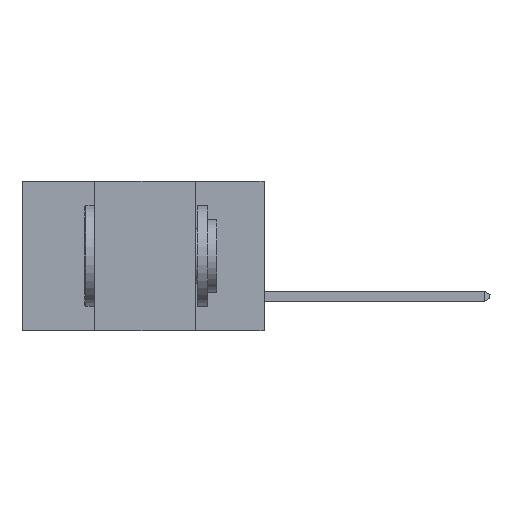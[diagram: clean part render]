
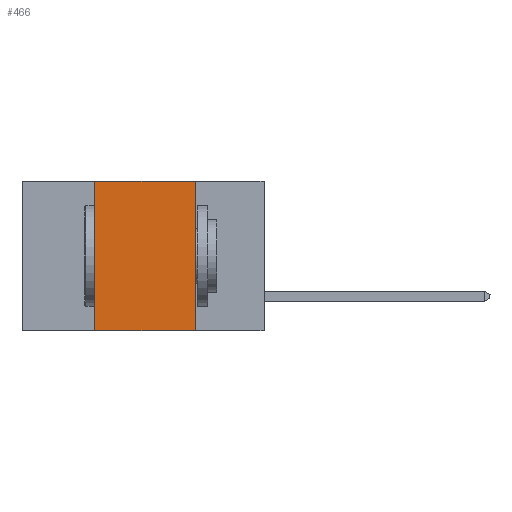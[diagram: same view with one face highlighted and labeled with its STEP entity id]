
A CAD part, left-side view. The second image highlights one B-rep face of the part: STEP entity #466.
In plain terms, the highlighted planar face has unit normal (-1, 0, 0).
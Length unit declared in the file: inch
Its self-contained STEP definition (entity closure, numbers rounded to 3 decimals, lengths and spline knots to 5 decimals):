
#102 = EDGE_LOOP ( 'NONE', ( #5515, #2341, #1964, #1950 ) ) ;
#466 = ADVANCED_FACE ( 'NONE', ( #8821 ), #11515, .F. ) ;
#1282 = VECTOR ( 'NONE', #7068, 39.37008 ) ;
#1348 = VERTEX_POINT ( 'NONE', #5530 ) ;
#1469 = EDGE_CURVE ( 'NONE', #6366, #8253, #6584, .T. ) ;
#1503 = CARTESIAN_POINT ( 'NONE',  ( 0., 0.6, -0.37 ) ) ;
#1950 = ORIENTED_EDGE ( 'NONE', *, *, #6067, .T. ) ;
#1964 = ORIENTED_EDGE ( 'NONE', *, *, #5353, .F. ) ;
#2341 = ORIENTED_EDGE ( 'NONE', *, *, #8949, .F. ) ;
#3567 = LINE ( 'NONE', #6284, #1282 ) ;
#3676 = CARTESIAN_POINT ( 'NONE',  ( 0., 0.6, 0. ) ) ;
#4147 = DIRECTION ( 'NONE',  ( 0., 0., -1. ) ) ;
#4469 = DIRECTION ( 'NONE',  ( 0., 0., -1. ) ) ;
#4474 = CARTESIAN_POINT ( 'NONE',  ( 0., 0.42, 0. ) ) ;
#4990 = LINE ( 'NONE', #1503, #8073 ) ;
#5353 = EDGE_CURVE ( 'NONE', #1348, #9145, #3567, .T. ) ;
#5390 = CARTESIAN_POINT ( 'NONE',  ( 0., 0.17, 0. ) ) ;
#5515 = ORIENTED_EDGE ( 'NONE', *, *, #1469, .F. ) ;
#5530 = CARTESIAN_POINT ( 'NONE',  ( 0., 0.42, -0.37 ) ) ;
#6067 = EDGE_CURVE ( 'NONE', #1348, #8253, #4990, .T. ) ;
#6284 = CARTESIAN_POINT ( 'NONE',  ( 0., 0.42, -0.37 ) ) ;
#6303 = VECTOR ( 'NONE', #10765, 39.37008 ) ;
#6366 = VERTEX_POINT ( 'NONE', #5390 ) ;
#6584 = LINE ( 'NONE', #7668, #8599 ) ;
#7068 = DIRECTION ( 'NONE',  ( 0., 0., 1. ) ) ;
#7190 = LINE ( 'NONE', #3676, #6303 ) ;
#7525 = DIRECTION ( 'NONE',  ( 0., -1., 0. ) ) ;
#7668 = CARTESIAN_POINT ( 'NONE',  ( 0., 0.17, -0.37 ) ) ;
#8073 = VECTOR ( 'NONE', #7525, 39.37008 ) ;
#8253 = VERTEX_POINT ( 'NONE', #8512 ) ;
#8512 = CARTESIAN_POINT ( 'NONE',  ( 0., 0.17, -0.37 ) ) ;
#8599 = VECTOR ( 'NONE', #4147, 39.37008 ) ;
#8821 = FACE_OUTER_BOUND ( 'NONE', #102, .T. ) ;
#8949 = EDGE_CURVE ( 'NONE', #9145, #6366, #7190, .T. ) ;
#9145 = VERTEX_POINT ( 'NONE', #4474 ) ;
#9851 = CARTESIAN_POINT ( 'NONE',  ( 0., 0.6, 0. ) ) ;
#10739 = DIRECTION ( 'NONE',  ( 1., 0., 0. ) ) ;
#10765 = DIRECTION ( 'NONE',  ( 0., -1., 0. ) ) ;
#11174 = AXIS2_PLACEMENT_3D ( 'NONE', #9851, #10739, #4469 ) ;
#11515 = PLANE ( 'NONE',  #11174 ) ;
